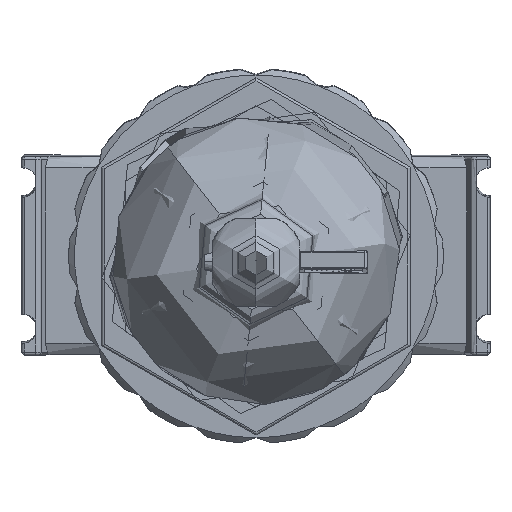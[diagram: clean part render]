
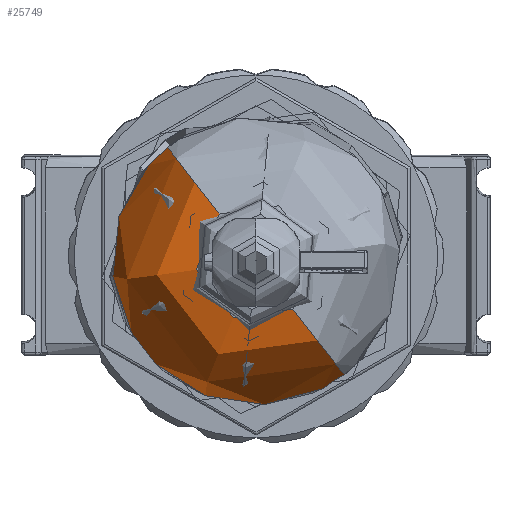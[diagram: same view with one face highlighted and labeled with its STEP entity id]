
A CAD part, front view. The second image highlights one B-rep face of the part: STEP entity #25749.
In plain terms, the highlighted toroidal (fillet/blend) face has major radius 10.306 mm and minor radius 14.3 mm.
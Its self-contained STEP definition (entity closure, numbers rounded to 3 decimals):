
#231 = CARTESIAN_POINT ( 'NONE',  ( -4.184, 211.002, -24.247 ) ) ;
#430 = CIRCLE ( 'NONE', #1404, 14.3 ) ;
#478 = ORIENTED_EDGE ( 'NONE', *, *, #14513, .F. ) ;
#640 = B_SPLINE_CURVE_WITH_KNOTS ( 'NONE', 3,
 ( #20214, #17724, #22765, #7702, #25302, #10235, #27864, #12777, #30384, #15319, #231, #17831 ),
 .UNSPECIFIED., .F., .F.,
 ( 4, 2, 2, 2, 2, 4 ),
 ( 0.003, 0.003, 0.004, 0.005, 0.006, 0.007 ),
 .UNSPECIFIED. ) ;
#1404 = AXIS2_PLACEMENT_3D ( 'NONE', #5498, #23090, #8028 ) ;
#1699 = FACE_OUTER_BOUND ( 'NONE', #19417, .T. ) ;
#1864 = CARTESIAN_POINT ( 'NONE',  ( 0., 197.079, -10.306 ) ) ;
#1898 = DIRECTION ( 'NONE',  ( 0., -1., 0. ) ) ;
#2069 = CARTESIAN_POINT ( 'NONE',  ( 0., 210.106, 24.549 ) ) ;
#2350 = CARTESIAN_POINT ( 'NONE',  ( -24.537, 209.979, 0.306 ) ) ;
#2639 = AXIS2_PLACEMENT_3D ( 'NONE', #4314, #1898, #19473 ) ;
#3556 = AXIS2_PLACEMENT_3D ( 'NONE', #7596, #25203, #10138 ) ;
#3901 = CIRCLE ( 'NONE', #31390, 24.606 ) ;
#4314 = CARTESIAN_POINT ( 'NONE',  ( 0., 211.379, 0. ) ) ;
#4485 = CARTESIAN_POINT ( 'NONE',  ( -3.858, 210.772, 24.293 ) ) ;
#4683 = CARTESIAN_POINT ( 'NONE',  ( 0., 211.379, -10.306 ) ) ;
#4872 = CARTESIAN_POINT ( 'NONE',  ( -24.522, 210.118, 1.212 ) ) ;
#4944 = CARTESIAN_POINT ( 'NONE',  ( 0., 210.106, -24.549 ) ) ;
#5417 = CARTESIAN_POINT ( 'NONE',  ( -24.376, 211.272, 3.356 ) ) ;
#5498 = CARTESIAN_POINT ( 'NONE',  ( 0., 211.379, 10.306 ) ) ;
#6104 = VERTEX_POINT ( 'NONE', #19705 ) ;
#7003 = ORIENTED_EDGE ( 'NONE', *, *, #22221, .F. ) ;
#7015 = CARTESIAN_POINT ( 'NONE',  ( -3.147, 210.4, 24.371 ) ) ;
#7199 = DIRECTION ( 'NONE',  ( 0., 0., 1. ) ) ;
#7401 = CARTESIAN_POINT ( 'NONE',  ( -24.488, 210.423, 2.083 ) ) ;
#7596 = CARTESIAN_POINT ( 'NONE',  ( 0., 211.272, 0. ) ) ;
#7702 = CARTESIAN_POINT ( 'NONE',  ( -0.794, 209.984, -24.526 ) ) ;
#7935 = CIRCLE ( 'NONE', #29665, 14.3 ) ;
#8028 = DIRECTION ( 'NONE',  ( 0., 0., -1. ) ) ;
#9467 = EDGE_CURVE ( 'NONE', #11256, #28360, #29829, .T. ) ;
#9546 = CARTESIAN_POINT ( 'NONE',  ( -2.581, 210.19, 24.421 ) ) ;
#9823 = CARTESIAN_POINT ( 'NONE',  ( 0., 210.106, 24.549 ) ) ;
#9828 = CARTESIAN_POINT ( 'NONE',  ( -24.43, 210.882, -2.883 ) ) ;
#9933 = CARTESIAN_POINT ( 'NONE',  ( -24.431, 210.879, 2.879 ) ) ;
#10138 = DIRECTION ( 'NONE',  ( 0., 0., -1. ) ) ;
#10235 = CARTESIAN_POINT ( 'NONE',  ( -1.599, 209.984, -24.489 ) ) ;
#10537 = B_SPLINE_CURVE_WITH_KNOTS ( 'NONE', 3,
 ( #14697, #29671, #9828, #27464, #12370, #29985, #14911, #32513, #17431, #2350, #19917, #4872, #22465, #7401, #25000, #9933, #27570, #12475 ),
 .UNSPECIFIED., .F., .F.,
 ( 4, 2, 2, 2, 2, 2, 2, 2, 4 ),
 ( 0., 0.001, 0.002, 0.003, 0.004, 0.005, 0.005, 0.006, 0.007 ),
 .UNSPECIFIED. ) ;
#11256 = VERTEX_POINT ( 'NONE', #30524 ) ;
#11980 = CARTESIAN_POINT ( 'NONE',  ( -4.183, 211.002, 24.247 ) ) ;
#12082 = CARTESIAN_POINT ( 'NONE',  ( -1.998, 210.05, 24.464 ) ) ;
#12149 = CARTESIAN_POINT ( 'NONE',  ( 0., 211.272, 0. ) ) ;
#12370 = CARTESIAN_POINT ( 'NONE',  ( -24.487, 210.425, -2.088 ) ) ;
#12475 = CARTESIAN_POINT ( 'NONE',  ( -24.376, 211.272, 3.356 ) ) ;
#12777 = CARTESIAN_POINT ( 'NONE',  ( -2.777, 210.241, -24.407 ) ) ;
#13409 = CIRCLE ( 'NONE', #21627, 10.306 ) ;
#13492 = VERTEX_POINT ( 'NONE', #5417 ) ;
#14319 = CARTESIAN_POINT ( 'NONE',  ( 0., 197.079, 0. ) ) ;
#14513 = EDGE_CURVE ( 'NONE', #11256, #13492, #10537, .T. ) ;
#14618 = CARTESIAN_POINT ( 'NONE',  ( -1.396, 209.981, 24.499 ) ) ;
#14675 = DIRECTION ( 'NONE',  ( 0., 0., -1. ) ) ;
#14697 = CARTESIAN_POINT ( 'NONE',  ( -24.376, 211.272, -3.356 ) ) ;
#14911 = CARTESIAN_POINT ( 'NONE',  ( -24.522, 210.12, -1.219 ) ) ;
#15319 = CARTESIAN_POINT ( 'NONE',  ( -3.852, 210.768, -24.293 ) ) ;
#15759 = ORIENTED_EDGE ( 'NONE', *, *, #28603, .T. ) ;
#15930 = EDGE_CURVE ( 'NONE', #25843, #24666, #7935, .T. ) ;
#16560 = EDGE_CURVE ( 'NONE', #17735, #27908, #430, .T. ) ;
#16814 = EDGE_CURVE ( 'NONE', #27908, #24666, #13409, .T. ) ;
#16847 = DIRECTION ( 'NONE',  ( 0., 0., -1. ) ) ;
#17129 = CARTESIAN_POINT ( 'NONE',  ( -0.393, 210.015, 24.541 ) ) ;
#17431 = CARTESIAN_POINT ( 'NONE',  ( -24.537, 209.979, -0.308 ) ) ;
#17724 = CARTESIAN_POINT ( 'NONE',  ( -0.195, 210.061, -24.545 ) ) ;
#17735 = VERTEX_POINT ( 'NONE', #9823 ) ;
#17831 = CARTESIAN_POINT ( 'NONE',  ( -4.482, 211.272, -24.194 ) ) ;
#18339 = ORIENTED_EDGE ( 'NONE', *, *, #9467, .T. ) ;
#18518 = CARTESIAN_POINT ( 'NONE',  ( -4.482, 211.272, -24.194 ) ) ;
#19174 = ORIENTED_EDGE ( 'NONE', *, *, #16560, .F. ) ;
#19396 = ORIENTED_EDGE ( 'NONE', *, *, #16814, .F. ) ;
#19398 = TOROIDAL_SURFACE ( 'NONE', #2639, 10.306, 14.3 ) ;
#19417 = EDGE_LOOP ( 'NONE', ( #19174, #20042, #15759, #478, #18339, #7003, #30020, #19396 ) ) ;
#19473 = DIRECTION ( 'NONE',  ( 0., 0., -1. ) ) ;
#19705 = CARTESIAN_POINT ( 'NONE',  ( -4.482, 211.272, 24.194 ) ) ;
#19917 = CARTESIAN_POINT ( 'NONE',  ( -24.534, 210.007, 0.61 ) ) ;
#20042 = ORIENTED_EDGE ( 'NONE', *, *, #30389, .F. ) ;
#20214 = CARTESIAN_POINT ( 'NONE',  ( 0., 210.106, -24.549 ) ) ;
#21627 = AXIS2_PLACEMENT_3D ( 'NONE', #14319, #31934, #16847 ) ;
#22065 = CARTESIAN_POINT ( 'NONE',  ( -3.33, 210.486, 24.352 ) ) ;
#22221 = EDGE_CURVE ( 'NONE', #25843, #28360, #640, .T. ) ;
#22259 = DIRECTION ( 'NONE',  ( -1., 0., 0. ) ) ;
#22465 = CARTESIAN_POINT ( 'NONE',  ( -24.513, 210.203, 1.512 ) ) ;
#22765 = CARTESIAN_POINT ( 'NONE',  ( -0.393, 210.027, -24.54 ) ) ;
#23090 = DIRECTION ( 'NONE',  ( 1., 0., 0. ) ) ;
#23832 = B_SPLINE_CURVE_WITH_KNOTS ( 'NONE', 3,
 ( #27058, #11980, #4485, #22065, #7015, #24606, #9546, #27172, #12082, #29701, #14618, #32233, #17129, #2069 ),
 .UNSPECIFIED., .F., .F.,
 ( 4, 2, 2, 2, 2, 2, 4 ),
 ( 0., 0.001, 0.002, 0.002, 0.003, 0.004, 0.005 ),
 .UNSPECIFIED. ) ;
#24152 = CARTESIAN_POINT ( 'NONE',  ( 0., 197.079, 10.306 ) ) ;
#24606 = CARTESIAN_POINT ( 'NONE',  ( -2.772, 210.252, 24.406 ) ) ;
#24666 = VERTEX_POINT ( 'NONE', #1864 ) ;
#25000 = CARTESIAN_POINT ( 'NONE',  ( -24.472, 210.558, 2.356 ) ) ;
#25203 = DIRECTION ( 'NONE',  ( 0., -1., 0. ) ) ;
#25302 = CARTESIAN_POINT ( 'NONE',  ( -0.997, 209.975, -24.518 ) ) ;
#25749 = ADVANCED_FACE ( 'NONE', ( #1699 ), #19398, .T. ) ;
#25843 = VERTEX_POINT ( 'NONE', #4944 ) ;
#27058 = CARTESIAN_POINT ( 'NONE',  ( -4.482, 211.272, 24.194 ) ) ;
#27172 = CARTESIAN_POINT ( 'NONE',  ( -2.194, 210.089, 24.45 ) ) ;
#27464 = CARTESIAN_POINT ( 'NONE',  ( -24.471, 210.563, -2.364 ) ) ;
#27570 = CARTESIAN_POINT ( 'NONE',  ( -24.406, 211.065, 3.127 ) ) ;
#27864 = CARTESIAN_POINT ( 'NONE',  ( -1.995, 210.037, -24.465 ) ) ;
#27908 = VERTEX_POINT ( 'NONE', #24152 ) ;
#28360 = VERTEX_POINT ( 'NONE', #18518 ) ;
#28603 = EDGE_CURVE ( 'NONE', #6104, #13492, #3901, .T. ) ;
#29665 = AXIS2_PLACEMENT_3D ( 'NONE', #4683, #22259, #7199 ) ;
#29671 = CARTESIAN_POINT ( 'NONE',  ( -24.406, 211.065, -3.127 ) ) ;
#29701 = CARTESIAN_POINT ( 'NONE',  ( -1.6, 209.996, 24.488 ) ) ;
#29755 = DIRECTION ( 'NONE',  ( 0., -1., 0. ) ) ;
#29829 = CIRCLE ( 'NONE', #3556, 24.606 ) ;
#29985 = CARTESIAN_POINT ( 'NONE',  ( -24.513, 210.203, -1.513 ) ) ;
#30020 = ORIENTED_EDGE ( 'NONE', *, *, #15930, .T. ) ;
#30384 = CARTESIAN_POINT ( 'NONE',  ( -3.15, 210.388, -24.373 ) ) ;
#30389 = EDGE_CURVE ( 'NONE', #6104, #17735, #23832, .T. ) ;
#30524 = CARTESIAN_POINT ( 'NONE',  ( -24.376, 211.272, -3.356 ) ) ;
#31390 = AXIS2_PLACEMENT_3D ( 'NONE', #12149, #29755, #14675 ) ;
#31934 = DIRECTION ( 'NONE',  ( 0., -1., 0. ) ) ;
#32233 = CARTESIAN_POINT ( 'NONE',  ( -0.792, 209.972, 24.527 ) ) ;
#32513 = CARTESIAN_POINT ( 'NONE',  ( -24.534, 210.008, -0.618 ) ) ;
